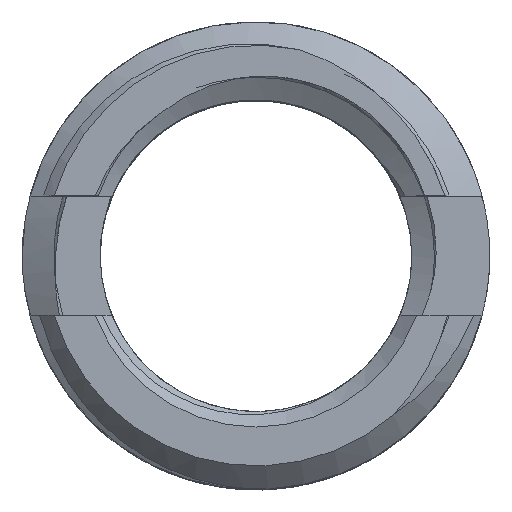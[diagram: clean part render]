
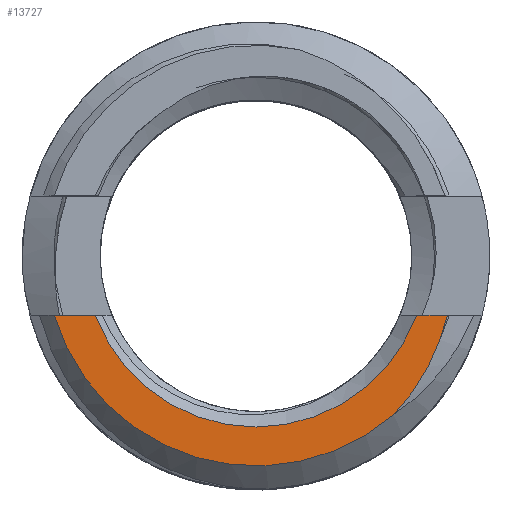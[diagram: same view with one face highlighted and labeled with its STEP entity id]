
A CAD part, top view. The second image highlights one B-rep face of the part: STEP entity #13727.
In plain terms, the highlighted planar face has unit normal (0, 0, 1).
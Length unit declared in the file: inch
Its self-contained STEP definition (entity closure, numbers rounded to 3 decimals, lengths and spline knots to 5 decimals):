
#10 = AXIS2_PLACEMENT_3D ( 'NONE', #14887, #14888, #14889 ) ;
#1324 = AXIS2_PLACEMENT_3D ( 'NONE', #4040, #4041, #4042 ) ;
#1327 = VECTOR ( 'NONE', #4064, 39.37008 ) ;
#1328 = VECTOR ( 'NONE', #4076, 39.37008 ) ;
#3708 = CIRCLE ( 'NONE', #7844, 0.17323 ) ;
#3796 = B_SPLINE_CURVE_WITH_KNOTS ( 'NONE', 3,
 ( #12442, #12443, #12444, #12445, #12446, #12447 ),
 .UNSPECIFIED., .F., .F.,
 ( 4, 2, 4 ),
 ( 0., 0.00113, 0.00226 ),
 .UNSPECIFIED. ) ;
#3834 = CIRCLE ( 'NONE', #1324, 0.2126 ) ;
#4040 = CARTESIAN_POINT ( 'NONE',  ( 0., 0., 0. ) ) ;
#4041 = DIRECTION ( 'NONE',  ( 0., 0., -1. ) ) ;
#4042 = DIRECTION ( 'NONE',  ( -1., 0., 0. ) ) ;
#4062 = LINE ( 'NONE', #4063, #1327 ) ;
#4063 = CARTESIAN_POINT ( 'NONE',  ( 0., -0.06024, 0. ) ) ;
#4064 = DIRECTION ( 'NONE',  ( 1., 0., 0. ) ) ;
#4074 = LINE ( 'NONE', #4075, #1328 ) ;
#4075 = CARTESIAN_POINT ( 'NONE',  ( 0., -0.06024, 0. ) ) ;
#4076 = DIRECTION ( 'NONE',  ( 1., 0., 0. ) ) ;
#4174 = CARTESIAN_POINT ( 'NONE',  ( 0.19344, -0.06024, 0. ) ) ;
#4175 = CARTESIAN_POINT ( 'NONE',  ( -0.20389, -0.06024, 0. ) ) ;
#4177 = CARTESIAN_POINT ( 'NONE',  ( 0.1391, -0.16078, 0. ) ) ;
#4179 = CARTESIAN_POINT ( 'NONE',  ( 0.18586, -0.08502, 0. ) ) ;
#4187 = CARTESIAN_POINT ( 'NONE',  ( -0.16242, -0.06024, 0. ) ) ;
#4189 = CARTESIAN_POINT ( 'NONE',  ( 0.16242, -0.06024, 0. ) ) ;
#7844 = AXIS2_PLACEMENT_3D ( 'NONE', #16093, #16094, #16095 ) ;
#12442 = CARTESIAN_POINT ( 'NONE',  ( 0.18586, -0.08502, 0. ) ) ;
#12443 = CARTESIAN_POINT ( 'NONE',  ( 0.18089, -0.09925, 0. ) ) ;
#12444 = CARTESIAN_POINT ( 'NONE',  ( 0.17447, -0.11267, 0. ) ) ;
#12445 = CARTESIAN_POINT ( 'NONE',  ( 0.15886, -0.13799, 0. ) ) ;
#12446 = CARTESIAN_POINT ( 'NONE',  ( 0.14958, -0.14995, 0. ) ) ;
#12447 = CARTESIAN_POINT ( 'NONE',  ( 0.1391, -0.16078, 0. ) ) ;
#13654 = EDGE_CURVE ( 'NONE', #15677, #15682, #20843, .T. ) ;
#13683 = EDGE_CURVE ( 'NONE', #15690, #15692, #3708, .T. ) ;
#13727 = ADVANCED_FACE ( 'NONE', ( #20925 ), #14886, .F. ) ;
#13928 = EDGE_CURVE ( 'NONE', #15682, #15680, #3796, .T. ) ;
#13954 = EDGE_CURVE ( 'NONE', #15680, #15678, #3834, .T. ) ;
#13958 = EDGE_CURVE ( 'NONE', #15692, #15677, #4062, .T. ) ;
#13960 = EDGE_CURVE ( 'NONE', #15678, #15690, #4074, .T. ) ;
#14886 = PLANE ( 'NONE',  #10 ) ;
#14887 = CARTESIAN_POINT ( 'NONE',  ( 0., 0.15748, 0. ) ) ;
#14888 = DIRECTION ( 'NONE',  ( 0., 0., -1. ) ) ;
#14889 = DIRECTION ( 'NONE',  ( -1., 0., 0. ) ) ;
#15283 = ORIENTED_EDGE ( 'NONE', *, *, #13683, .F. ) ;
#15284 = ORIENTED_EDGE ( 'NONE', *, *, #13954, .F. ) ;
#15285 = ORIENTED_EDGE ( 'NONE', *, *, #13960, .F. ) ;
#15286 = ORIENTED_EDGE ( 'NONE', *, *, #13928, .F. ) ;
#15287 = ORIENTED_EDGE ( 'NONE', *, *, #13654, .F. ) ;
#15289 = ORIENTED_EDGE ( 'NONE', *, *, #13958, .F. ) ;
#15677 = VERTEX_POINT ( 'NONE', #4174 ) ;
#15678 = VERTEX_POINT ( 'NONE', #4175 ) ;
#15680 = VERTEX_POINT ( 'NONE', #4177 ) ;
#15682 = VERTEX_POINT ( 'NONE', #4179 ) ;
#15690 = VERTEX_POINT ( 'NONE', #4187 ) ;
#15692 = VERTEX_POINT ( 'NONE', #4189 ) ;
#15804 = EDGE_LOOP ( 'NONE', ( #15283, #15285, #15284, #15286, #15287, #15289 ) ) ;
#15884 = CARTESIAN_POINT ( 'NONE',  ( 0.19344, -0.06024, 0. ) ) ;
#15891 = CARTESIAN_POINT ( 'NONE',  ( 0.19131, -0.06861, 0. ) ) ;
#15892 = CARTESIAN_POINT ( 'NONE',  ( 0.18872, -0.07686, 0. ) ) ;
#15893 = CARTESIAN_POINT ( 'NONE',  ( 0.18586, -0.08502, 0. ) ) ;
#16093 = CARTESIAN_POINT ( 'NONE',  ( 0., 0., 0. ) ) ;
#16094 = DIRECTION ( 'NONE',  ( 0., 0., 1. ) ) ;
#16095 = DIRECTION ( 'NONE',  ( 1., 0., 0. ) ) ;
#20843 = B_SPLINE_CURVE_WITH_KNOTS ( 'NONE', 3,
 ( #15884, #15891, #15892, #15893 ),
 .UNSPECIFIED., .F., .F.,
 ( 4, 4 ),
 ( 0., 0.00066 ),
 .UNSPECIFIED. ) ;
#20925 = FACE_OUTER_BOUND ( 'NONE', #15804, .T. ) ;
